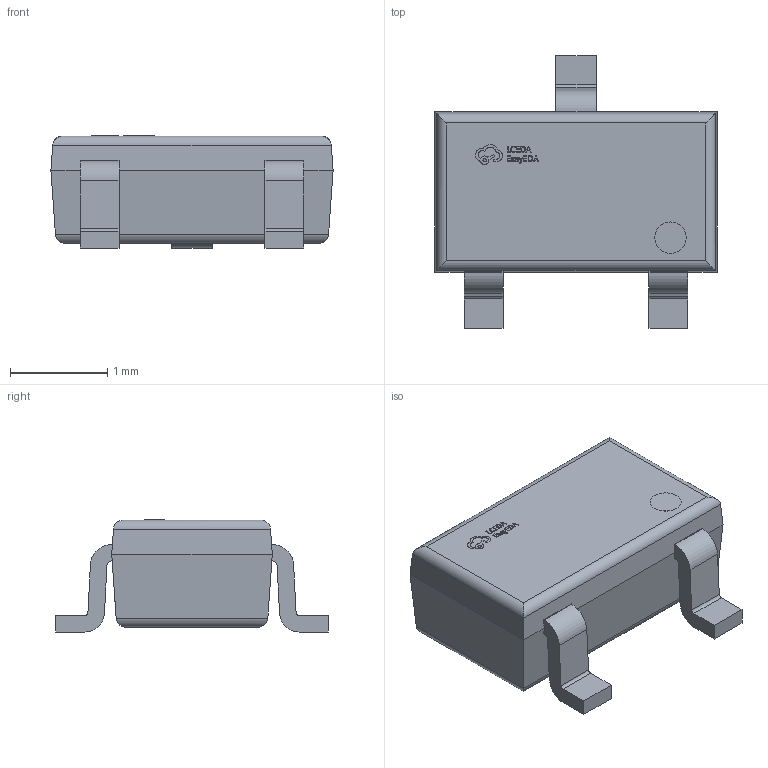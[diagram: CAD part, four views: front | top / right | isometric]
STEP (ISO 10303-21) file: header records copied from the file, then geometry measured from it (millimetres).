
FILE_DESCRIPTION (( 'STEP AP214' ), '1' );
FILE_NAME ('SC-59-3_L2.9-W1.6-P0.95-LS2.9-TR.step', '2022-07-09T14:41:51', ( '' ), ( '' ), 'SwSTEP 2.0', 'SolidWorks 2020', '' );
FILE_SCHEMA (( 'AUTOMOTIVE_DESIGN' ));
Length unit declared in the file: millimetre
Products named in the file (1): SC-59-3_L2.9-W1.6-P0.95-LS2.9-TR
Bounding box: 2.9 x 2.8 x 1.15 mm (x, y, z)
Volume: 5.3 mm3; surface area: 22.2 mm2
Topology: 1 solids, 1 shells, 343 faces, 930 edges, 616 vertices
Faces by surface type: plane 209, bspline 112, cylinder 22
Entity records: 15695 total; most frequent: CARTESIAN_POINT 4018, ORIENTED_EDGE 1860, DIRECTION 1186, EDGE_CURVE 930, VECTOR 666, LINE 666, VERTEX_POINT 616, EDGE_LOOP 370
